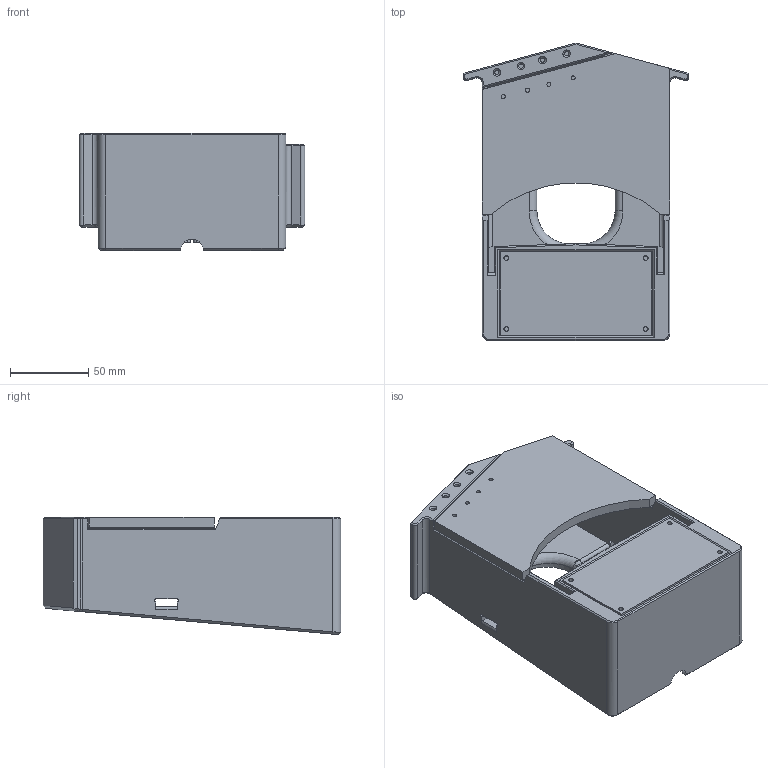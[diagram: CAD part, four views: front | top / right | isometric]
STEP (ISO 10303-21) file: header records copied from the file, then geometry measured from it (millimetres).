
FILE_DESCRIPTION (( 'STEP AP214' ), '1' );
FILE_NAME ('binobarn-v2.STEP', '2022-10-29T03:46:32', ( '' ), ( '' ), 'SwSTEP 2.0', 'SolidWorks 2018', '' );
FILE_SCHEMA (( 'AUTOMOTIVE_DESIGN' ));
Length unit declared in the file: millimetre
Products named in the file (1): binobarn-v2
Bounding box: 144 x 190 x 74.87 mm (x, y, z)
Volume: 668333.1 mm3; surface area: 148004.9 mm2
Topology: 3 solids, 3 shells, 233 faces, 594 edges, 370 vertices
Faces by surface type: plane 120, cylinder 75, cone 22, torus 10, bspline 6
Entity records: 7770 total; most frequent: CARTESIAN_POINT 2097, ORIENTED_EDGE 1188, DIRECTION 1139, EDGE_CURVE 594, AXIS2_PLACEMENT_3D 382, LINE 375, VECTOR 375, VERTEX_POINT 370
